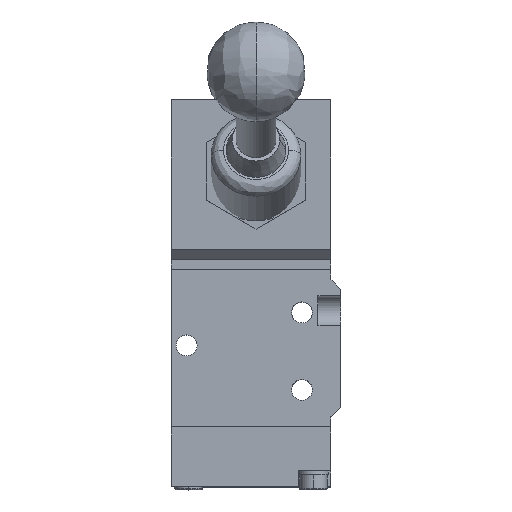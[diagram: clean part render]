
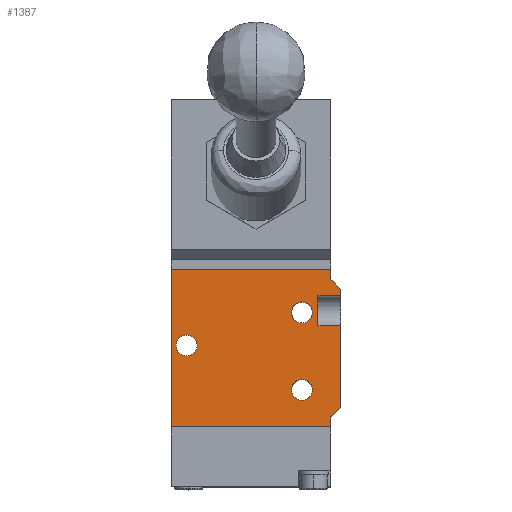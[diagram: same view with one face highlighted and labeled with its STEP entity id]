
A CAD part, top view. The second image highlights one B-rep face of the part: STEP entity #1387.
In plain terms, the highlighted planar face has unit normal (0, 0, 1).
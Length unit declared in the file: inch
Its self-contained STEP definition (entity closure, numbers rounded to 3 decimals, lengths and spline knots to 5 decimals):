
#25 = CARTESIAN_POINT ( 'NONE',  ( 0.70866, 1.55512, 0.86614 ) ) ;
#66 = CARTESIAN_POINT ( 'NONE',  ( 0.62992, 1.63386, 0.86614 ) ) ;
#70 = VERTEX_POINT ( 'NONE', #25 ) ;
#148 = ORIENTED_EDGE ( 'NONE', *, *, #3119, .F. ) ;
#219 = CIRCLE ( 'NONE', #1589, 0.08268 ) ;
#267 = AXIS2_PLACEMENT_3D ( 'NONE', #412, #3167, #870 ) ;
#311 = CARTESIAN_POINT ( 'NONE',  ( 0.70866, 1.50591, 0.86614 ) ) ;
#357 = CARTESIAN_POINT ( 'NONE',  ( -0.62992, 1.7126, 0.86614 ) ) ;
#412 = CARTESIAN_POINT ( 'NONE',  ( 0.40157, 0.76378, 0.86614 ) ) ;
#418 = VECTOR ( 'NONE', #2280, 39.37008 ) ;
#426 = VECTOR ( 'NONE', #883, 39.37008 ) ;
#481 = VERTEX_POINT ( 'NONE', #2252 ) ;
#505 = EDGE_CURVE ( 'NONE', #992, #5256, #5534, .T. ) ;
#530 = EDGE_LOOP ( 'NONE', ( #4146, #3371 ) ) ;
#589 = ORIENTED_EDGE ( 'NONE', *, *, #3484, .T. ) ;
#633 = ORIENTED_EDGE ( 'NONE', *, *, #1813, .F. ) ;
#655 = CARTESIAN_POINT ( 'NONE',  ( 0.70866, 0.62992, 0.86614 ) ) ;
#697 = CARTESIAN_POINT ( 'NONE',  ( 0.62992, 1.7126, 0.86614 ) ) ;
#786 = DIRECTION ( 'NONE',  ( 0., 0., -1. ) ) ;
#823 = DIRECTION ( 'NONE',  ( 0., 0., -1. ) ) ;
#870 = DIRECTION ( 'NONE',  ( -1., 0., 0. ) ) ;
#883 = DIRECTION ( 'NONE',  ( 0., -1., 0. ) ) ;
#940 = DIRECTION ( 'NONE',  ( -1., 0., 0. ) ) ;
#973 = CARTESIAN_POINT ( 'NONE',  ( 0.62992, 0.47244, 0.86614 ) ) ;
#992 = VERTEX_POINT ( 'NONE', #2620 ) ;
#1081 = ORIENTED_EDGE ( 'NONE', *, *, #6031, .T. ) ;
#1102 = ORIENTED_EDGE ( 'NONE', *, *, #5203, .F. ) ;
#1258 = CARTESIAN_POINT ( 'NONE',  ( 0., 1.26969, 0.86614 ) ) ;
#1272 = EDGE_CURVE ( 'NONE', #1365, #5143, #219, .T. ) ;
#1309 = CARTESIAN_POINT ( 'NONE',  ( -0.62992, 1.7126, 0.86614 ) ) ;
#1339 = ORIENTED_EDGE ( 'NONE', *, *, #5119, .F. ) ;
#1359 = VERTEX_POINT ( 'NONE', #311 ) ;
#1365 = VERTEX_POINT ( 'NONE', #2578 ) ;
#1383 = VERTEX_POINT ( 'NONE', #4463 ) ;
#1387 = ADVANCED_FACE ( 'NONE', ( #3609, #5001, #2126, #1684 ), #3123, .F. ) ;
#1477 = EDGE_LOOP ( 'NONE', ( #3697, #1081 ) ) ;
#1491 = CIRCLE ( 'NONE', #4892, 0.08268 ) ;
#1498 = CIRCLE ( 'NONE', #5208, 0.08268 ) ;
#1547 = DIRECTION ( 'NONE',  ( -0.707, -0.707, 0. ) ) ;
#1572 = LINE ( 'NONE', #3012, #4859 ) ;
#1589 = AXIS2_PLACEMENT_3D ( 'NONE', #5760, #1597, #5321 ) ;
#1597 = DIRECTION ( 'NONE',  ( 0., 0., -1. ) ) ;
#1663 = ORIENTED_EDGE ( 'NONE', *, *, #1272, .T. ) ;
#1682 = VECTOR ( 'NONE', #2603, 39.37008 ) ;
#1684 = FACE_BOUND ( 'NONE', #530, .T. ) ;
#1719 = CARTESIAN_POINT ( 'NONE',  ( 0.48425, 0.76378, 0.86614 ) ) ;
#1726 = EDGE_CURVE ( 'NONE', #3746, #4329, #4087, .T. ) ;
#1764 = DIRECTION ( 'NONE',  ( 0., -1., 0. ) ) ;
#1811 = ORIENTED_EDGE ( 'NONE', *, *, #3543, .F. ) ;
#1813 = EDGE_CURVE ( 'NONE', #4394, #70, #2320, .T. ) ;
#1854 = CARTESIAN_POINT ( 'NONE',  ( 0.70866, 1.26969, 0.86614 ) ) ;
#1892 = CARTESIAN_POINT ( 'NONE',  ( 0.62992, 1.63386, 0.86614 ) ) ;
#1896 = VECTOR ( 'NONE', #940, 39.37008 ) ;
#1930 = CARTESIAN_POINT ( 'NONE',  ( 0.62992, 0.47244, 0.86614 ) ) ;
#1952 = DIRECTION ( 'NONE',  ( 0., 0., -1. ) ) ;
#2014 = DIRECTION ( 'NONE',  ( 0., -1., 0. ) ) ;
#2038 = CARTESIAN_POINT ( 'NONE',  ( 0.40157, 0.76378, 0.86614 ) ) ;
#2115 = AXIS2_PLACEMENT_3D ( 'NONE', #2038, #1952, #3835 ) ;
#2126 = FACE_BOUND ( 'NONE', #1477, .T. ) ;
#2139 = VERTEX_POINT ( 'NONE', #4633 ) ;
#2160 = DIRECTION ( 'NONE',  ( -1., 0., 0. ) ) ;
#2209 = ORIENTED_EDGE ( 'NONE', *, *, #3272, .F. ) ;
#2252 = CARTESIAN_POINT ( 'NONE',  ( 0.62992, 0.55118, 0.86614 ) ) ;
#2280 = DIRECTION ( 'NONE',  ( 0., -1., 0. ) ) ;
#2320 = LINE ( 'NONE', #1892, #2391 ) ;
#2366 = CARTESIAN_POINT ( 'NONE',  ( 0.70866, 1.55512, 0.86614 ) ) ;
#2379 = AXIS2_PLACEMENT_3D ( 'NONE', #5409, #823, #4428 ) ;
#2391 = VECTOR ( 'NONE', #3199, 39.37008 ) ;
#2453 = EDGE_CURVE ( 'NONE', #4329, #5957, #3103, .T. ) ;
#2484 = DIRECTION ( 'NONE',  ( -1., 0., 0. ) ) ;
#2525 = ORIENTED_EDGE ( 'NONE', *, *, #5249, .F. ) ;
#2578 = CARTESIAN_POINT ( 'NONE',  ( 0.3189, 1.37402, 0.86614 ) ) ;
#2603 = DIRECTION ( 'NONE',  ( 0., 1., 0. ) ) ;
#2617 = AXIS2_PLACEMENT_3D ( 'NONE', #3268, #4632, #3357 ) ;
#2620 = CARTESIAN_POINT ( 'NONE',  ( 0.3189, 0.76378, 0.86614 ) ) ;
#2692 = DIRECTION ( 'NONE',  ( 1., 0., 0. ) ) ;
#2725 = EDGE_CURVE ( 'NONE', #3401, #4122, #3148, .T. ) ;
#2750 = CARTESIAN_POINT ( 'NONE',  ( 0.70866, 0.62992, 0.86614 ) ) ;
#2910 = EDGE_LOOP ( 'NONE', ( #5169, #2525, #4575, #633, #3287, #3849, #148, #2209, #1339, #1102, #1811, #4525 ) ) ;
#2927 = CARTESIAN_POINT ( 'NONE',  ( 0.48425, 1.37402, 0.86614 ) ) ;
#2998 = EDGE_CURVE ( 'NONE', #1383, #2139, #1491, .T. ) ;
#3012 = CARTESIAN_POINT ( 'NONE',  ( 0., 1.50591, 0.86614 ) ) ;
#3038 = LINE ( 'NONE', #3526, #3503 ) ;
#3051 = CARTESIAN_POINT ( 'NONE',  ( -0.62992, 0.47244, 0.86614 ) ) ;
#3066 = VECTOR ( 'NONE', #2692, 39.37008 ) ;
#3101 = CIRCLE ( 'NONE', #2617, 0.08268 ) ;
#3103 = LINE ( 'NONE', #1258, #4039 ) ;
#3119 = EDGE_CURVE ( 'NONE', #5908, #3401, #4004, .T. ) ;
#3123 = PLANE ( 'NONE',  #2379 ) ;
#3148 = LINE ( 'NONE', #1309, #3066 ) ;
#3167 = DIRECTION ( 'NONE',  ( 0., 0., -1. ) ) ;
#3199 = DIRECTION ( 'NONE',  ( 0.707, -0.707, 0. ) ) ;
#3268 = CARTESIAN_POINT ( 'NONE',  ( -0.50787, 1.11417, 0.86614 ) ) ;
#3272 = EDGE_CURVE ( 'NONE', #4700, #5908, #4152, .T. ) ;
#3287 = ORIENTED_EDGE ( 'NONE', *, *, #5340, .F. ) ;
#3291 = VECTOR ( 'NONE', #2014, 39.37008 ) ;
#3357 = DIRECTION ( 'NONE',  ( -1., 0., 0. ) ) ;
#3371 = ORIENTED_EDGE ( 'NONE', *, *, #2998, .T. ) ;
#3401 = VERTEX_POINT ( 'NONE', #357 ) ;
#3484 = EDGE_CURVE ( 'NONE', #5143, #1365, #1498, .T. ) ;
#3503 = VECTOR ( 'NONE', #4888, 39.37008 ) ;
#3526 = CARTESIAN_POINT ( 'NONE',  ( 0.62992, 1.7126, 0.86614 ) ) ;
#3543 = EDGE_CURVE ( 'NONE', #5957, #4172, #5608, .T. ) ;
#3609 = FACE_OUTER_BOUND ( 'NONE', #2910, .T. ) ;
#3616 = DIRECTION ( 'NONE',  ( 1., 0., 0. ) ) ;
#3673 = EDGE_LOOP ( 'NONE', ( #1663, #589 ) ) ;
#3697 = ORIENTED_EDGE ( 'NONE', *, *, #505, .T. ) ;
#3700 = CARTESIAN_POINT ( 'NONE',  ( 0.52756, 1.26969, 0.86614 ) ) ;
#3746 = VERTEX_POINT ( 'NONE', #5853 ) ;
#3835 = DIRECTION ( 'NONE',  ( -1., 0., 0. ) ) ;
#3849 = ORIENTED_EDGE ( 'NONE', *, *, #2725, .F. ) ;
#3909 = EDGE_CURVE ( 'NONE', #70, #1359, #4679, .T. ) ;
#4004 = LINE ( 'NONE', #3051, #1682 ) ;
#4039 = VECTOR ( 'NONE', #3616, 39.37008 ) ;
#4087 = LINE ( 'NONE', #5949, #4715 ) ;
#4122 = VERTEX_POINT ( 'NONE', #697 ) ;
#4146 = ORIENTED_EDGE ( 'NONE', *, *, #5686, .T. ) ;
#4152 = LINE ( 'NONE', #973, #1896 ) ;
#4172 = VERTEX_POINT ( 'NONE', #2750 ) ;
#4329 = VERTEX_POINT ( 'NONE', #3700 ) ;
#4394 = VERTEX_POINT ( 'NONE', #66 ) ;
#4428 = DIRECTION ( 'NONE',  ( -1., 0., 0. ) ) ;
#4463 = CARTESIAN_POINT ( 'NONE',  ( -0.4252, 1.11417, 0.86614 ) ) ;
#4525 = ORIENTED_EDGE ( 'NONE', *, *, #2453, .F. ) ;
#4575 = ORIENTED_EDGE ( 'NONE', *, *, #3909, .F. ) ;
#4584 = CARTESIAN_POINT ( 'NONE',  ( 0.70866, 1.55512, 0.86614 ) ) ;
#4632 = DIRECTION ( 'NONE',  ( 0., 0., -1. ) ) ;
#4633 = CARTESIAN_POINT ( 'NONE',  ( -0.59055, 1.11417, 0.86614 ) ) ;
#4634 = CIRCLE ( 'NONE', #2115, 0.08268 ) ;
#4655 = CARTESIAN_POINT ( 'NONE',  ( -0.62992, 0.47244, 0.86614 ) ) ;
#4679 = LINE ( 'NONE', #2366, #426 ) ;
#4700 = VERTEX_POINT ( 'NONE', #1930 ) ;
#4715 = VECTOR ( 'NONE', #1764, 39.37008 ) ;
#4835 = LINE ( 'NONE', #655, #6022 ) ;
#4859 = VECTOR ( 'NONE', #2160, 39.37008 ) ;
#4888 = DIRECTION ( 'NONE',  ( 0., -1., 0. ) ) ;
#4892 = AXIS2_PLACEMENT_3D ( 'NONE', #5779, #5314, #2484 ) ;
#4960 = CARTESIAN_POINT ( 'NONE',  ( 0.40157, 1.37402, 0.86614 ) ) ;
#5001 = FACE_BOUND ( 'NONE', #3673, .T. ) ;
#5119 = EDGE_CURVE ( 'NONE', #481, #4700, #5298, .T. ) ;
#5143 = VERTEX_POINT ( 'NONE', #2927 ) ;
#5169 = ORIENTED_EDGE ( 'NONE', *, *, #1726, .F. ) ;
#5203 = EDGE_CURVE ( 'NONE', #4172, #481, #4835, .T. ) ;
#5208 = AXIS2_PLACEMENT_3D ( 'NONE', #4960, #786, #5458 ) ;
#5249 = EDGE_CURVE ( 'NONE', #1359, #3746, #1572, .T. ) ;
#5256 = VERTEX_POINT ( 'NONE', #1719 ) ;
#5298 = LINE ( 'NONE', #5765, #3291 ) ;
#5314 = DIRECTION ( 'NONE',  ( 0., 0., -1. ) ) ;
#5321 = DIRECTION ( 'NONE',  ( -1., 0., 0. ) ) ;
#5340 = EDGE_CURVE ( 'NONE', #4122, #4394, #3038, .T. ) ;
#5409 = CARTESIAN_POINT ( 'NONE',  ( 0., 0.47244, 0.86614 ) ) ;
#5458 = DIRECTION ( 'NONE',  ( -1., 0., 0. ) ) ;
#5534 = CIRCLE ( 'NONE', #267, 0.08268 ) ;
#5608 = LINE ( 'NONE', #4584, #418 ) ;
#5686 = EDGE_CURVE ( 'NONE', #2139, #1383, #3101, .T. ) ;
#5760 = CARTESIAN_POINT ( 'NONE',  ( 0.40157, 1.37402, 0.86614 ) ) ;
#5765 = CARTESIAN_POINT ( 'NONE',  ( 0.62992, 1.7126, 0.86614 ) ) ;
#5779 = CARTESIAN_POINT ( 'NONE',  ( -0.50787, 1.11417, 0.86614 ) ) ;
#5853 = CARTESIAN_POINT ( 'NONE',  ( 0.52756, 1.50591, 0.86614 ) ) ;
#5908 = VERTEX_POINT ( 'NONE', #4655 ) ;
#5949 = CARTESIAN_POINT ( 'NONE',  ( 0.52756, 0.47244, 0.86614 ) ) ;
#5957 = VERTEX_POINT ( 'NONE', #1854 ) ;
#6022 = VECTOR ( 'NONE', #1547, 39.37008 ) ;
#6031 = EDGE_CURVE ( 'NONE', #5256, #992, #4634, .T. ) ;
